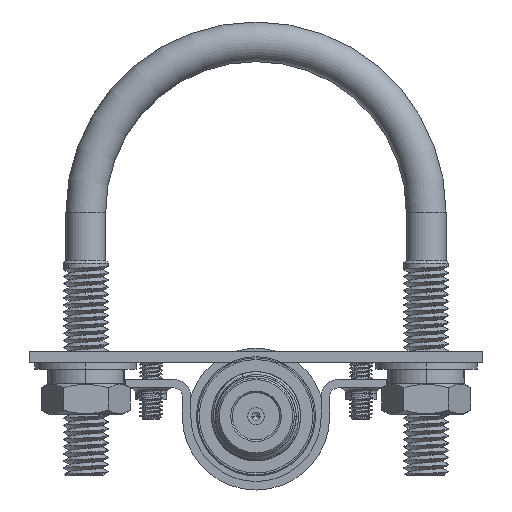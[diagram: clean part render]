
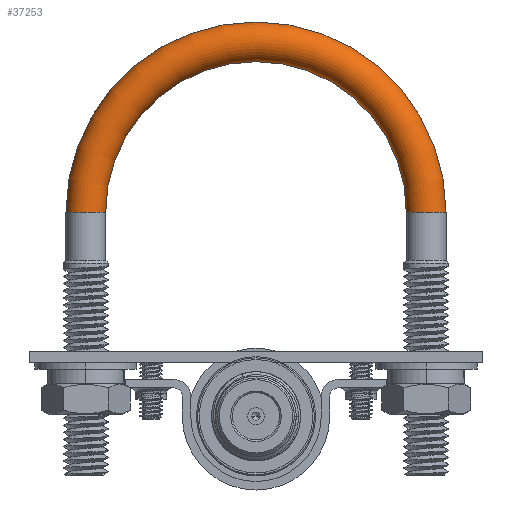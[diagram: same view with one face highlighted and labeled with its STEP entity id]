
A CAD part, front view. The second image highlights one B-rep face of the part: STEP entity #37253.
In plain terms, the highlighted toroidal (fillet/blend) face has major radius 30 mm and minor radius 3.5 mm.
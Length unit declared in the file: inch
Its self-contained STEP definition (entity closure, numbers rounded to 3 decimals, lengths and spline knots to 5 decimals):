
#1384 = DIRECTION ( 'NONE',  ( 0., 0., 1. ) ) ;
#1430 = CARTESIAN_POINT ( 'NONE',  ( 1.1811, 1.83071, 0. ) ) ;
#1586 = CIRCLE ( 'NONE', #15456, 0.1378 ) ;
#2185 = ORIENTED_EDGE ( 'NONE', *, *, #14304, .F. ) ;
#3605 = CARTESIAN_POINT ( 'NONE',  ( 0., 1.83071, 0. ) ) ;
#7514 = AXIS2_PLACEMENT_3D ( 'NONE', #24394, #31332, #17863 ) ;
#7600 = EDGE_LOOP ( 'NONE', ( #26258, #2185, #17212, #24594 ) ) ;
#9591 = CIRCLE ( 'NONE', #7514, 1.04331 ) ;
#10919 = DIRECTION ( 'NONE',  ( 1., 0., 0. ) ) ;
#12652 = AXIS2_PLACEMENT_3D ( 'NONE', #12970, #26227, #39496 ) ;
#12970 = CARTESIAN_POINT ( 'NONE',  ( -1.1811, 1.83071, 0. ) ) ;
#13088 = TOROIDAL_SURFACE ( 'NONE', #37386, 1.1811, 0.1378 ) ;
#14304 = EDGE_CURVE ( 'NONE', #29437, #20365, #28627, .T. ) ;
#15456 = AXIS2_PLACEMENT_3D ( 'NONE', #1430, #41793, #34425 ) ;
#17042 = DIRECTION ( 'NONE',  ( -1., 0., 0. ) ) ;
#17212 = ORIENTED_EDGE ( 'NONE', *, *, #35214, .F. ) ;
#17863 = DIRECTION ( 'NONE',  ( 1., 0., 0. ) ) ;
#18788 = VERTEX_POINT ( 'NONE', #35291 ) ;
#18833 = EDGE_CURVE ( 'NONE', #18788, #33782, #1586, .T. ) ;
#20102 = FACE_OUTER_BOUND ( 'NONE', #7600, .T. ) ;
#20365 = VERTEX_POINT ( 'NONE', #22226 ) ;
#22226 = CARTESIAN_POINT ( 'NONE',  ( -1.04331, 1.83071, 0. ) ) ;
#24394 = CARTESIAN_POINT ( 'NONE',  ( 0., 1.83071, 0. ) ) ;
#24594 = ORIENTED_EDGE ( 'NONE', *, *, #18833, .T. ) ;
#26227 = DIRECTION ( 'NONE',  ( 0., -1., 0. ) ) ;
#26258 = ORIENTED_EDGE ( 'NONE', *, *, #35163, .T. ) ;
#26919 = CIRCLE ( 'NONE', #29697, 1.3189 ) ;
#28627 = CIRCLE ( 'NONE', #12652, 0.1378 ) ;
#28801 = CARTESIAN_POINT ( 'NONE',  ( 1.04331, 1.83071, 0. ) ) ;
#29437 = VERTEX_POINT ( 'NONE', #35730 ) ;
#29697 = AXIS2_PLACEMENT_3D ( 'NONE', #34382, #1384, #10919 ) ;
#31332 = DIRECTION ( 'NONE',  ( 0., 0., 1. ) ) ;
#33571 = DIRECTION ( 'NONE',  ( 0., 0., 1. ) ) ;
#33782 = VERTEX_POINT ( 'NONE', #28801 ) ;
#34382 = CARTESIAN_POINT ( 'NONE',  ( 0., 1.83071, 0. ) ) ;
#34425 = DIRECTION ( 'NONE',  ( 1., 0., 0. ) ) ;
#35163 = EDGE_CURVE ( 'NONE', #33782, #20365, #9591, .T. ) ;
#35214 = EDGE_CURVE ( 'NONE', #18788, #29437, #26919, .T. ) ;
#35291 = CARTESIAN_POINT ( 'NONE',  ( 1.3189, 1.83071, 0. ) ) ;
#35730 = CARTESIAN_POINT ( 'NONE',  ( -1.3189, 1.83071, 0. ) ) ;
#37253 = ADVANCED_FACE ( 'NONE', ( #20102 ), #13088, .T. ) ;
#37386 = AXIS2_PLACEMENT_3D ( 'NONE', #3605, #33571, #17042 ) ;
#39496 = DIRECTION ( 'NONE',  ( -1., 0., 0. ) ) ;
#41793 = DIRECTION ( 'NONE',  ( 0., 1., 0. ) ) ;
